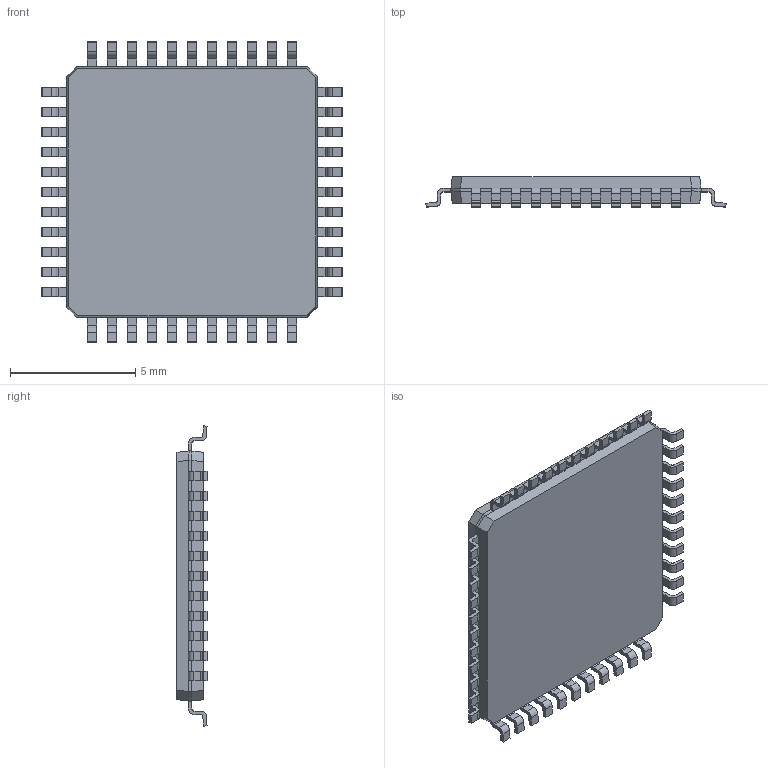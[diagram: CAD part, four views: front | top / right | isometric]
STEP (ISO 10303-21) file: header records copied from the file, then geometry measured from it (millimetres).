
FILE_DESCRIPTION (( 'STEP AP214' ), '1' );
FILE_NAME ('Microchip TQFP auto 2017.STEP', '2019-08-16T10:42:10', ( '' ), ( '' ), 'SwSTEP 2.0', 'SolidWorks 2017', '' );
FILE_SCHEMA (( 'AUTOMOTIVE_DESIGN' ));
Length unit declared in the file: millimetre
Products named in the file (1): Microchip TQFP auto 2017
Bounding box: 12 x 1.2 x 12 mm (x, y, z)
Volume: 107.1 mm3; surface area: 307 mm2
Topology: 45 solids, 45 shells, 642 faces, 1656 edges, 1104 vertices
Faces by surface type: plane 466, cylinder 176
Entity records: 26678 total; most frequent: CARTESIAN_POINT 3403, ORIENTED_EDGE 3312, DIRECTION 3294, EDGE_CURVE 1656, VECTOR 1304, LINE 1304, VERTEX_POINT 1104, AXIS2_PLACEMENT_3D 995
